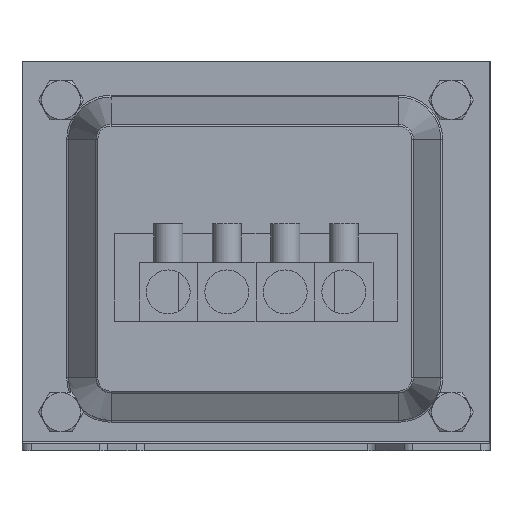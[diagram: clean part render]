
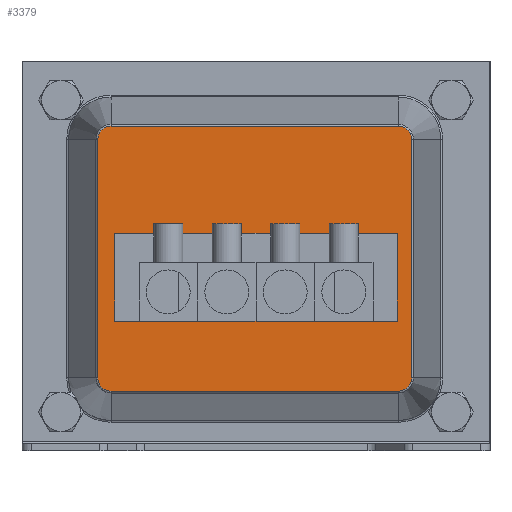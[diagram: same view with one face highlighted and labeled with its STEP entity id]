
A CAD part, front view. The second image highlights one B-rep face of the part: STEP entity #3379.
In plain terms, the highlighted face is planar.
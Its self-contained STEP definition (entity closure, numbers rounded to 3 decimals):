
#128=FACE_BOUND('',#613,.T.);
#252=PLANE('',#3856);
#410=FACE_OUTER_BOUND('',#612,.T.);
#612=EDGE_LOOP('',(#2681,#2682,#2683,#2684,#2685,#2686,#2687,#2688));
#613=EDGE_LOOP('',(#2689,#2690,#2691,#2692));
#846=LINE('',#5446,#1113);
#850=LINE('',#5454,#1117);
#853=LINE('',#5460,#1120);
#856=LINE('',#5465,#1123);
#878=LINE('',#5545,#1145);
#880=LINE('',#5565,#1147);
#883=LINE('',#5572,#1150);
#885=LINE('',#5587,#1152);
#1113=VECTOR('',#4461,10.);
#1117=VECTOR('',#4467,10.);
#1120=VECTOR('',#4472,10.);
#1123=VECTOR('',#4477,10.);
#1145=VECTOR('',#4561,10.);
#1147=VECTOR('',#4585,10.);
#1150=VECTOR('',#4592,10.);
#1152=VECTOR('',#4612,10.);
#1356=CIRCLE('',#3831,2.728);
#1360=CIRCLE('',#3836,2.728);
#1364=CIRCLE('',#3843,2.728);
#1368=CIRCLE('',#3848,2.728);
#1546=VERTEX_POINT('',#5444);
#1547=VERTEX_POINT('',#5445);
#1550=VERTEX_POINT('',#5453);
#1552=VERTEX_POINT('',#5459);
#1579=VERTEX_POINT('',#5542);
#1580=VERTEX_POINT('',#5544);
#1583=VERTEX_POINT('',#5551);
#1584=VERTEX_POINT('',#5556);
#1587=VERTEX_POINT('',#5563);
#1588=VERTEX_POINT('',#5568);
#1591=VERTEX_POINT('',#5575);
#1592=VERTEX_POINT('',#5580);
#1906=EDGE_CURVE('',#1546,#1547,#846,.T.);
#1910=EDGE_CURVE('',#1550,#1546,#850,.T.);
#1913=EDGE_CURVE('',#1552,#1550,#853,.T.);
#1916=EDGE_CURVE('',#1547,#1552,#856,.T.);
#1955=EDGE_CURVE('',#1579,#1580,#878,.T.);
#1959=EDGE_CURVE('',#1583,#1579,#1356,.T.);
#1963=EDGE_CURVE('',#1580,#1584,#1360,.T.);
#1965=EDGE_CURVE('',#1587,#1583,#880,.T.);
#1969=EDGE_CURVE('',#1584,#1588,#883,.T.);
#1971=EDGE_CURVE('',#1591,#1587,#1364,.T.);
#1975=EDGE_CURVE('',#1588,#1592,#1368,.T.);
#1977=EDGE_CURVE('',#1592,#1591,#885,.T.);
#2681=ORIENTED_EDGE('',*,*,#1955,.F.);
#2682=ORIENTED_EDGE('',*,*,#1959,.F.);
#2683=ORIENTED_EDGE('',*,*,#1965,.F.);
#2684=ORIENTED_EDGE('',*,*,#1971,.F.);
#2685=ORIENTED_EDGE('',*,*,#1977,.F.);
#2686=ORIENTED_EDGE('',*,*,#1975,.F.);
#2687=ORIENTED_EDGE('',*,*,#1969,.F.);
#2688=ORIENTED_EDGE('',*,*,#1963,.F.);
#2689=ORIENTED_EDGE('',*,*,#1906,.T.);
#2690=ORIENTED_EDGE('',*,*,#1916,.T.);
#2691=ORIENTED_EDGE('',*,*,#1913,.T.);
#2692=ORIENTED_EDGE('',*,*,#1910,.T.);
#3379=ADVANCED_FACE('',(#410,#128),#252,.T.);
#3831=AXIS2_PLACEMENT_3D('',#5553,#4569,#4570);
#3836=AXIS2_PLACEMENT_3D('',#5560,#4579,#4580);
#3843=AXIS2_PLACEMENT_3D('',#5577,#4597,#4598);
#3848=AXIS2_PLACEMENT_3D('',#5584,#4607,#4608);
#3856=AXIS2_PLACEMENT_3D('',#5606,#4632,#4633);
#4461=DIRECTION('',(0.,0.,-1.));
#4467=DIRECTION('',(-1.,0.,0.));
#4472=DIRECTION('',(0.,0.,1.));
#4477=DIRECTION('',(1.,0.,0.));
#4561=DIRECTION('',(1.,0.,0.));
#4569=DIRECTION('center_axis',(0.,-1.,0.));
#4570=DIRECTION('ref_axis',(-0.707,0.,-0.707));
#4579=DIRECTION('center_axis',(0.,-1.,0.));
#4580=DIRECTION('ref_axis',(0.707,0.,-0.707));
#4585=DIRECTION('',(0.,0.,-1.));
#4592=DIRECTION('',(0.,0.,1.));
#4597=DIRECTION('center_axis',(0.,-1.,0.));
#4598=DIRECTION('ref_axis',(-0.707,0.,0.707));
#4607=DIRECTION('center_axis',(0.,-1.,0.));
#4608=DIRECTION('ref_axis',(0.707,0.,0.707));
#4612=DIRECTION('',(-1.,0.,0.));
#4632=DIRECTION('center_axis',(0.,1.,0.));
#4633=DIRECTION('ref_axis',(0.,0.,1.));
#5444=CARTESIAN_POINT('',(-44.631,34.,77.));
#5445=CARTESIAN_POINT('',(-44.631,34.,19.));
#5446=CARTESIAN_POINT('',(-44.631,34.,62.636));
#5453=CARTESIAN_POINT('',(-26.631,34.,77.));
#5454=CARTESIAN_POINT('',(-33.041,34.,77.));
#5459=CARTESIAN_POINT('',(-26.631,34.,19.));
#5460=CARTESIAN_POINT('',(-26.631,34.,33.636));
#5465=CARTESIAN_POINT('',(-42.041,34.,19.));
#5542=CARTESIAN_POINT('',(-63.903,34.,16.091));
#5544=CARTESIAN_POINT('',(-14.999,34.,16.091));
#5545=CARTESIAN_POINT('',(-27.225,34.,16.091));
#5551=CARTESIAN_POINT('',(-66.631,34.,18.819));
#5553=CARTESIAN_POINT('Origin',(-63.903,34.,18.819));
#5556=CARTESIAN_POINT('',(-12.27,34.,18.819));
#5560=CARTESIAN_POINT('Origin',(-14.999,34.,18.819));
#5563=CARTESIAN_POINT('',(-66.631,34.,77.723));
#5565=CARTESIAN_POINT('',(-66.631,34.,33.545));
#5568=CARTESIAN_POINT('',(-12.27,34.,77.723));
#5572=CARTESIAN_POINT('',(-12.27,34.,62.997));
#5575=CARTESIAN_POINT('',(-63.903,34.,80.452));
#5577=CARTESIAN_POINT('Origin',(-63.903,34.,77.723));
#5580=CARTESIAN_POINT('',(-14.999,34.,80.452));
#5584=CARTESIAN_POINT('Origin',(-14.999,34.,77.723));
#5587=CARTESIAN_POINT('',(-51.677,34.,80.452));
#5606=CARTESIAN_POINT('Origin',(-39.451,34.,48.271));
